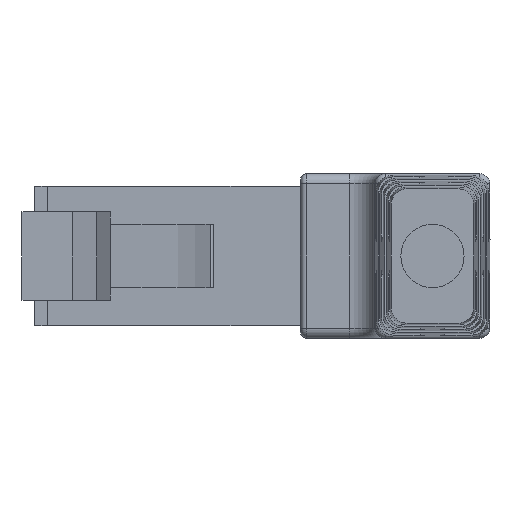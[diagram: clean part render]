
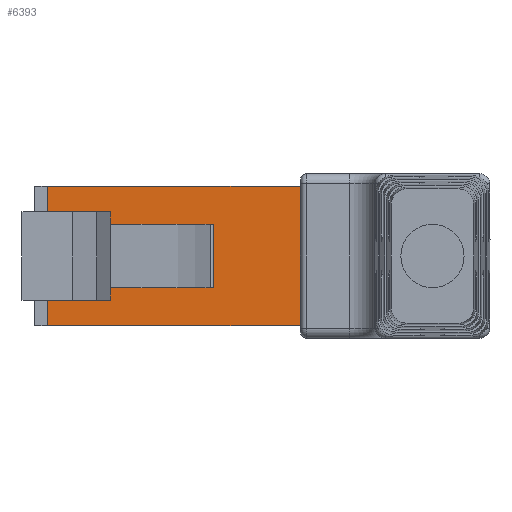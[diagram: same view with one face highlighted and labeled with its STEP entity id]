
A CAD part, front view. The second image highlights one B-rep face of the part: STEP entity #6393.
In plain terms, the highlighted planar face has unit normal (0, -1, 0).
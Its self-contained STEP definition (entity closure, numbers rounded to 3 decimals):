
#902 = ORIENTED_EDGE ( 'NONE', *, *, #5554, .T. ) ;
#916 = ORIENTED_EDGE ( 'NONE', *, *, #5535, .T. ) ;
#968 = ORIENTED_EDGE ( 'NONE', *, *, #5546, .T. ) ;
#1071 = ORIENTED_EDGE ( 'NONE', *, *, #5548, .T. ) ;
#1260 = ORIENTED_EDGE ( 'NONE', *, *, #5556, .T. ) ;
#1337 = ORIENTED_EDGE ( 'NONE', *, *, #5547, .T. ) ;
#1378 = ORIENTED_EDGE ( 'NONE', *, *, #5537, .T. ) ;
#1379 = ORIENTED_EDGE ( 'NONE', *, *, #5540, .T. ) ;
#2828 = AXIS2_PLACEMENT_3D ( 'NONE', #9466, #9475, #9476 ) ;
#3735 = LINE ( 'NONE', #8006, #3738 ) ;
#3738 = VECTOR ( 'NONE', #8004, 1000. ) ;
#3739 = LINE ( 'NONE', #8002, #3742 ) ;
#3742 = VECTOR ( 'NONE', #8001, 1000. ) ;
#3745 = LINE ( 'NONE', #7996, #3748 ) ;
#3748 = VECTOR ( 'NONE', #7995, 1000. ) ;
#3757 = LINE ( 'NONE', #7989, #3759 ) ;
#3758 = LINE ( 'NONE', #7978, #3761 ) ;
#3759 = VECTOR ( 'NONE', #8005, 1000. ) ;
#3760 = LINE ( 'NONE', #7976, #3763 ) ;
#3761 = VECTOR ( 'NONE', #7977, 1000. ) ;
#3763 = VECTOR ( 'NONE', #7975, 1000. ) ;
#3770 = LINE ( 'NONE', #7962, #3773 ) ;
#3773 = VECTOR ( 'NONE', #7961, 1000. ) ;
#3774 = LINE ( 'NONE', #7958, #3777 ) ;
#3777 = VECTOR ( 'NONE', #7957, 1000. ) ;
#5535 = EDGE_CURVE ( 'NONE', #12165, #12520, #3735, .T. ) ;
#5537 = EDGE_CURVE ( 'NONE', #12520, #12862, #3739, .T. ) ;
#5540 = EDGE_CURVE ( 'NONE', #12111, #12165, #3745, .T. ) ;
#5546 = EDGE_CURVE ( 'NONE', #7152, #7298, #3757, .T. ) ;
#5547 = EDGE_CURVE ( 'NONE', #7151, #12111, #3758, .T. ) ;
#5548 = EDGE_CURVE ( 'NONE', #12862, #7289, #3760, .T. ) ;
#5554 = EDGE_CURVE ( 'NONE', #7298, #7151, #3770, .T. ) ;
#5556 = EDGE_CURVE ( 'NONE', #7289, #7152, #3774, .T. ) ;
#6393 = ADVANCED_FACE ( 'NONE', ( #6900 ), #9473, .T. ) ;
#6900 = FACE_OUTER_BOUND ( 'NONE', #11799, .T. ) ;
#7151 = VERTEX_POINT ( 'NONE', #10127 ) ;
#7152 = VERTEX_POINT ( 'NONE', #10128 ) ;
#7289 = VERTEX_POINT ( 'NONE', #10264 ) ;
#7298 = VERTEX_POINT ( 'NONE', #10272 ) ;
#7957 = DIRECTION ( 'NONE',  ( 0., 0., 1. ) ) ;
#7958 = CARTESIAN_POINT ( 'NONE',  ( 16.729, -3.222, 56.852 ) ) ;
#7961 = DIRECTION ( 'NONE',  ( 0., 0., -1. ) ) ;
#7962 = CARTESIAN_POINT ( 'NONE',  ( -3.271, -3.222, 56.852 ) ) ;
#7975 = DIRECTION ( 'NONE',  ( 1., 0., 0. ) ) ;
#7976 = CARTESIAN_POINT ( 'NONE',  ( 0.729, -3.222, -4.973 ) ) ;
#7977 = DIRECTION ( 'NONE',  ( 1., 0., 0. ) ) ;
#7978 = CARTESIAN_POINT ( 'NONE',  ( 0.729, -3.222, 4.027 ) ) ;
#7989 = CARTESIAN_POINT ( 'NONE',  ( 0.729, -3.222, 6.027 ) ) ;
#7995 = DIRECTION ( 'NONE',  ( 0., 0., -1. ) ) ;
#7996 = CARTESIAN_POINT ( 'NONE',  ( -1.271, -3.222, 56.852 ) ) ;
#8001 = DIRECTION ( 'NONE',  ( 0., 0., -1. ) ) ;
#8002 = CARTESIAN_POINT ( 'NONE',  ( -3.271, -3.222, 56.852 ) ) ;
#8004 = DIRECTION ( 'NONE',  ( -1., 0., 0. ) ) ;
#8005 = DIRECTION ( 'NONE',  ( -1., 0., 0. ) ) ;
#8006 = CARTESIAN_POINT ( 'NONE',  ( 0.729, -3.222, -2.973 ) ) ;
#9466 = CARTESIAN_POINT ( 'NONE',  ( 0.729, -3.222, 56.852 ) ) ;
#9473 = PLANE ( 'NONE',  #2828 ) ;
#9475 = DIRECTION ( 'NONE',  ( 0., -1., 0. ) ) ;
#9476 = DIRECTION ( 'NONE',  ( 0., 0., 1. ) ) ;
#10127 = CARTESIAN_POINT ( 'NONE',  ( -3.271, -3.222, 4.027 ) ) ;
#10128 = CARTESIAN_POINT ( 'NONE',  ( 16.729, -3.222, 6.027 ) ) ;
#10264 = CARTESIAN_POINT ( 'NONE',  ( 16.729, -3.222, -4.973 ) ) ;
#10272 = CARTESIAN_POINT ( 'NONE',  ( -3.271, -3.222, 6.027 ) ) ;
#10421 = CARTESIAN_POINT ( 'NONE',  ( -1.271, -3.222, 4.027 ) ) ;
#10449 = CARTESIAN_POINT ( 'NONE',  ( -1.271, -3.222, -2.973 ) ) ;
#10666 = CARTESIAN_POINT ( 'NONE',  ( -3.271, -3.222, -2.973 ) ) ;
#10852 = CARTESIAN_POINT ( 'NONE',  ( -3.271, -3.222, -4.973 ) ) ;
#11799 = EDGE_LOOP ( 'NONE', ( #902, #1337, #1379, #916, #1378, #1071, #1260, #968 ) ) ;
#12111 = VERTEX_POINT ( 'NONE', #10421 ) ;
#12165 = VERTEX_POINT ( 'NONE', #10449 ) ;
#12520 = VERTEX_POINT ( 'NONE', #10666 ) ;
#12862 = VERTEX_POINT ( 'NONE', #10852 ) ;
